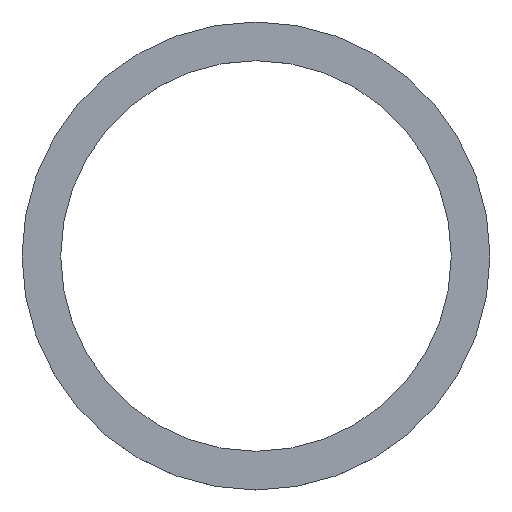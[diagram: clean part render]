
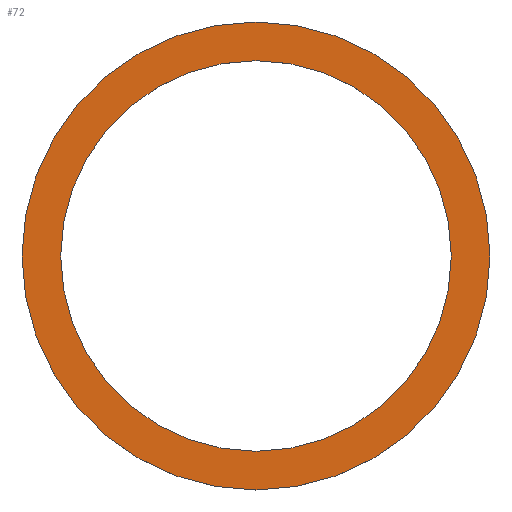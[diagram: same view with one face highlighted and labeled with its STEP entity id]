
A CAD part, top view. The second image highlights one B-rep face of the part: STEP entity #72.
In plain terms, the highlighted planar face has unit normal (0, 0, 1).
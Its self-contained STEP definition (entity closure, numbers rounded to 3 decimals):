
#4 = CIRCLE ( 'NONE', #26, 38.15 ) ;
#11 = CARTESIAN_POINT ( 'NONE',  ( 0., 0., 0. ) ) ;
#18 = DIRECTION ( 'NONE',  ( 1., 0., 0. ) ) ;
#20 = EDGE_CURVE ( 'NONE', #124, #154, #189, .T. ) ;
#21 = CARTESIAN_POINT ( 'NONE',  ( 38.15, 0., 0. ) ) ;
#26 = AXIS2_PLACEMENT_3D ( 'NONE', #82, #157, #36 ) ;
#36 = DIRECTION ( 'NONE',  ( 1., 0., 0. ) ) ;
#42 = EDGE_CURVE ( 'NONE', #43, #177, #46, .T. ) ;
#43 = VERTEX_POINT ( 'NONE', #21 ) ;
#46 = CIRCLE ( 'NONE', #213, 38.15 ) ;
#64 = DIRECTION ( 'NONE',  ( 0., 0., 1. ) ) ;
#69 = ORIENTED_EDGE ( 'NONE', *, *, #42, .F. ) ;
#72 = ADVANCED_FACE ( 'NONE', ( #128, #111 ), #166, .T. ) ;
#76 = EDGE_LOOP ( 'NONE', ( #69, #118 ) ) ;
#78 = CARTESIAN_POINT ( 'NONE',  ( 0., 0., 0. ) ) ;
#79 = CARTESIAN_POINT ( 'NONE',  ( 45.7, 0., 0. ) ) ;
#80 = DIRECTION ( 'NONE',  ( 0., 0., 1. ) ) ;
#82 = CARTESIAN_POINT ( 'NONE',  ( 0., 0., 0. ) ) ;
#87 = DIRECTION ( 'NONE',  ( 1., 0., 0. ) ) ;
#95 = ORIENTED_EDGE ( 'NONE', *, *, #20, .T. ) ;
#97 = EDGE_CURVE ( 'NONE', #177, #43, #4, .T. ) ;
#103 = AXIS2_PLACEMENT_3D ( 'NONE', #78, #136, #179 ) ;
#108 = EDGE_LOOP ( 'NONE', ( #208, #95 ) ) ;
#111 = FACE_OUTER_BOUND ( 'NONE', #108, .T. ) ;
#117 = CARTESIAN_POINT ( 'NONE',  ( 0., 0., 0. ) ) ;
#118 = ORIENTED_EDGE ( 'NONE', *, *, #97, .F. ) ;
#124 = VERTEX_POINT ( 'NONE', #204 ) ;
#128 = FACE_BOUND ( 'NONE', #76, .T. ) ;
#136 = DIRECTION ( 'NONE',  ( 0., 0., 1. ) ) ;
#139 = CARTESIAN_POINT ( 'NONE',  ( -38.15, 0., 0. ) ) ;
#140 = AXIS2_PLACEMENT_3D ( 'NONE', #117, #80, #18 ) ;
#143 = CARTESIAN_POINT ( 'NONE',  ( 0., 0., 0. ) ) ;
#147 = EDGE_CURVE ( 'NONE', #154, #124, #206, .T. ) ;
#154 = VERTEX_POINT ( 'NONE', #79 ) ;
#157 = DIRECTION ( 'NONE',  ( 0., 0., 1. ) ) ;
#166 = PLANE ( 'NONE',  #103 ) ;
#169 = DIRECTION ( 'NONE',  ( 1., 0., 0. ) ) ;
#177 = VERTEX_POINT ( 'NONE', #139 ) ;
#178 = AXIS2_PLACEMENT_3D ( 'NONE', #143, #214, #169 ) ;
#179 = DIRECTION ( 'NONE',  ( 1., 0., 0. ) ) ;
#189 = CIRCLE ( 'NONE', #178, 45.7 ) ;
#204 = CARTESIAN_POINT ( 'NONE',  ( -45.7, 0., 0. ) ) ;
#206 = CIRCLE ( 'NONE', #140, 45.7 ) ;
#208 = ORIENTED_EDGE ( 'NONE', *, *, #147, .T. ) ;
#213 = AXIS2_PLACEMENT_3D ( 'NONE', #11, #64, #87 ) ;
#214 = DIRECTION ( 'NONE',  ( 0., 0., 1. ) ) ;
